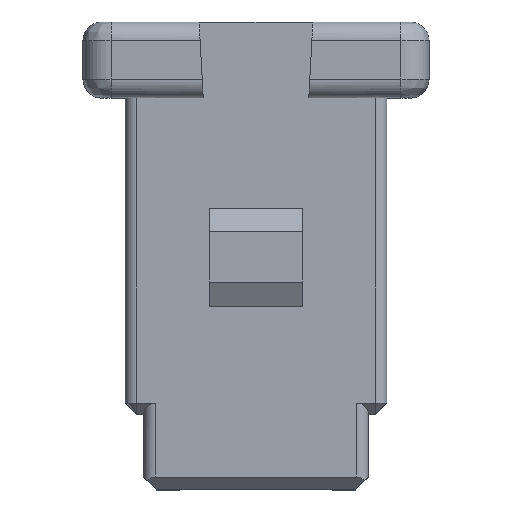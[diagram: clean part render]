
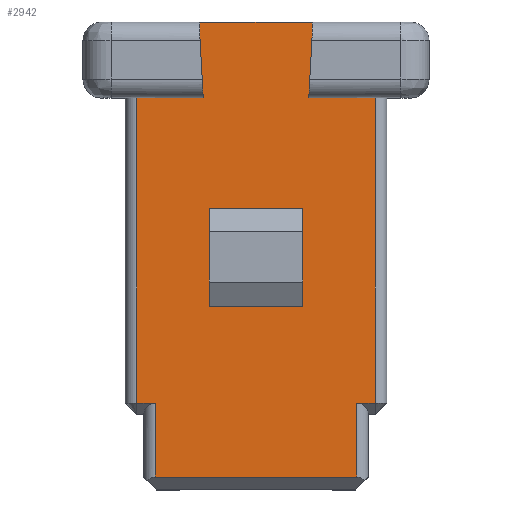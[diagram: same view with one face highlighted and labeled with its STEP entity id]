
A CAD part, top view. The second image highlights one B-rep face of the part: STEP entity #2942.
In plain terms, the highlighted planar face has unit normal (0, 0, 1).
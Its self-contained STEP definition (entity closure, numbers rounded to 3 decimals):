
#553=DIRECTION('',(0.,-1.,0.));
#554=VECTOR('',#553,1.05);
#555=CARTESIAN_POINT('',(0.5,1.585,1.13));
#556=LINE('',#555,#554);
#557=DIRECTION('',(-1.,0.,0.));
#558=VECTOR('',#557,1.);
#559=CARTESIAN_POINT('',(0.5,1.585,1.13));
#560=LINE('',#559,#558);
#561=DIRECTION('',(0.,-1.,0.));
#562=VECTOR('',#561,1.05);
#563=CARTESIAN_POINT('',(-0.5,1.585,1.13));
#564=LINE('',#563,#562);
#565=DIRECTION('',(-1.,0.,0.));
#566=VECTOR('',#565,1.);
#567=CARTESIAN_POINT('',(0.5,0.535,1.13));
#568=LINE('',#567,#566);
#569=DIRECTION('',(1.,0.,0.));
#570=VECTOR('',#569,0.71);
#571=CARTESIAN_POINT('',(-1.275,2.765,1.13));
#572=LINE('',#571,#570);
#573=DIRECTION('',(0.053,-0.999,0.));
#574=VECTOR('',#573,0.661);
#575=CARTESIAN_POINT('',(-0.6,3.425,1.13));
#576=LINE('',#575,#574);
#577=DIRECTION('',(0.,-1.,0.));
#578=VECTOR('',#577,0.15);
#579=CARTESIAN_POINT('',(-0.6,3.575,1.13));
#580=LINE('',#579,#578);
#581=DIRECTION('',(1.,0.,0.));
#582=VECTOR('',#581,1.2);
#583=CARTESIAN_POINT('',(-0.6,3.575,1.13));
#584=LINE('',#583,#582);
#585=DIRECTION('',(0.,1.,0.));
#586=VECTOR('',#585,0.15);
#587=CARTESIAN_POINT('',(0.6,3.425,1.13));
#588=LINE('',#587,#586);
#589=DIRECTION('',(0.053,0.999,0.));
#590=VECTOR('',#589,0.661);
#591=CARTESIAN_POINT('',(0.565,2.765,1.13));
#592=LINE('',#591,#590);
#593=DIRECTION('',(1.,0.,0.));
#594=VECTOR('',#593,0.71);
#595=CARTESIAN_POINT('',(0.565,2.765,1.13));
#596=LINE('',#595,#594);
#637=DIRECTION('',(1.,0.,0.));
#638=VECTOR('',#637,0.2);
#639=CARTESIAN_POINT('',(-1.275,-0.5,
1.13));
#640=LINE('',#639,#638);
#734=DIRECTION('',(0.,-1.,0.));
#735=VECTOR('',#734,3.265);
#736=CARTESIAN_POINT('',(-1.275,2.765,1.13));
#737=LINE('',#736,#735);
#750=DIRECTION('',(-1.,0.,0.));
#751=VECTOR('',#750,0.2);
#752=CARTESIAN_POINT('',(1.275,-0.5,1.13));
#753=LINE('',#752,#751);
#780=DIRECTION('',(0.,1.,0.));
#781=VECTOR('',#780,3.265);
#782=CARTESIAN_POINT('',(1.275,-0.5,1.13));
#783=LINE('',#782,#781);
#827=DIRECTION('',(0.,1.,0.));
#828=VECTOR('',#827,0.79);
#829=CARTESIAN_POINT('',(1.075,-1.29,1.13));
#830=LINE('',#829,#828);
#839=CARTESIAN_POINT('',(1.075,-1.29,1.13));
#1228=DIRECTION('',(0.,-1.,0.));
#1229=VECTOR('',#1228,0.79);
#1230=CARTESIAN_POINT('',(-1.075,-0.5,1.13));
#1231=LINE('',#1230,#1229);
#1250=CARTESIAN_POINT('',(-1.075,-1.29,1.13));
#1252=DIRECTION('',(1.,0.,0.));
#1253=VECTOR('',#1252,2.15);
#1254=CARTESIAN_POINT('',(-1.075,-1.29,1.13));
#1255=LINE('',#1254,#1253);
#1717=CARTESIAN_POINT('',(-1.275,2.765,1.13));
#1718=VERTEX_POINT('',#1717);
#1719=CARTESIAN_POINT('',(1.275,2.765,1.13));
#1720=VERTEX_POINT('',#1719);
#1805=CARTESIAN_POINT('',(-1.275,-0.5,
1.13));
#1806=CARTESIAN_POINT('',(-1.075,-0.5,1.13));
#1807=VERTEX_POINT('',#1805);
#1808=VERTEX_POINT('',#1806);
#1821=CARTESIAN_POINT('',(1.275,-0.5,
1.13));
#1822=CARTESIAN_POINT('',(1.075,-0.5,1.13));
#1823=VERTEX_POINT('',#1821);
#1824=VERTEX_POINT('',#1822);
#1857=VERTEX_POINT('',#839);
#1861=VERTEX_POINT('',#1250);
#1909=CARTESIAN_POINT('',(0.5,1.585,1.13));
#1910=CARTESIAN_POINT('',(0.5,0.535,1.13));
#1911=VERTEX_POINT('',#1909);
#1912=VERTEX_POINT('',#1910);
#1913=CARTESIAN_POINT('',(-0.5,1.585,1.13));
#1914=CARTESIAN_POINT('',(-0.5,0.535,1.13));
#1915=VERTEX_POINT('',#1913);
#1916=VERTEX_POINT('',#1914);
#2011=CARTESIAN_POINT('',(0.565,2.765,1.13));
#2012=CARTESIAN_POINT('',(0.6,3.425,1.13));
#2013=VERTEX_POINT('',#2011);
#2014=VERTEX_POINT('',#2012);
#2015=CARTESIAN_POINT('',(0.6,3.575,1.13));
#2016=VERTEX_POINT('',#2015);
#2017=CARTESIAN_POINT('',(-0.6,3.575,1.13));
#2018=CARTESIAN_POINT('',(-0.6,3.425,1.13));
#2019=VERTEX_POINT('',#2017);
#2020=VERTEX_POINT('',#2018);
#2021=CARTESIAN_POINT('',(-0.565,2.765,1.13));
#2022=VERTEX_POINT('',#2021);
#2901=CARTESIAN_POINT('',(1.2,-1.425,1.13));
#2902=DIRECTION('',(0.,0.,1.));
#2903=DIRECTION('',(0.,1.,0.));
#2904=AXIS2_PLACEMENT_3D('',#2901,#2902,#2903);
#2905=PLANE('',#2904);
#2907=ORIENTED_EDGE('',*,*,#2906,.F.);
#2909=ORIENTED_EDGE('',*,*,#2908,.F.);
#2910=ORIENTED_EDGE('',*,*,#2059,.T.);
#2912=ORIENTED_EDGE('',*,*,#2911,.F.);
#2914=ORIENTED_EDGE('',*,*,#2913,.F.);
#2915=ORIENTED_EDGE('',*,*,#2215,.T.);
#2917=ORIENTED_EDGE('',*,*,#2916,.F.);
#2918=ORIENTED_EDGE('',*,*,#2894,.F.);
#2919=ORIENTED_EDGE('',*,*,#2095,.T.);
#2921=ORIENTED_EDGE('',*,*,#2920,.F.);
#2923=ORIENTED_EDGE('',*,*,#2922,.T.);
#2925=ORIENTED_EDGE('',*,*,#2924,.F.);
#2927=ORIENTED_EDGE('',*,*,#2926,.F.);
#2929=ORIENTED_EDGE('',*,*,#2928,.F.);
#2930=EDGE_LOOP('',(#2907,#2909,#2910,#2912,#2914,#2915,#2917,#2918,#2919,#2921,
#2923,#2925,#2927,#2929));
#2931=FACE_OUTER_BOUND('',#2930,.F.);
#2933=ORIENTED_EDGE('',*,*,#2932,.F.);
#2935=ORIENTED_EDGE('',*,*,#2934,.T.);
#2937=ORIENTED_EDGE('',*,*,#2936,.T.);
#2939=ORIENTED_EDGE('',*,*,#2938,.F.);
#2940=EDGE_LOOP('',(#2933,#2935,#2937,#2939));
#2941=FACE_BOUND('',#2940,.F.);
#2942=ADVANCED_FACE('',(#2931,#2941),#2905,.T.);
#2059=EDGE_CURVE('',#1718,#2022,#572,.T.);
#2095=EDGE_CURVE('',#2013,#1720,#596,.T.);
#2215=EDGE_CURVE('',#2019,#2016,#584,.T.);
#2894=EDGE_CURVE('',#2013,#2014,#592,.T.);
#2906=EDGE_CURVE('',#1807,#1808,#640,.T.);
#2908=EDGE_CURVE('',#1718,#1807,#737,.T.);
#2911=EDGE_CURVE('',#2020,#2022,#576,.T.);
#2913=EDGE_CURVE('',#2019,#2020,#580,.T.);
#2916=EDGE_CURVE('',#2014,#2016,#588,.T.);
#2920=EDGE_CURVE('',#1823,#1720,#783,.T.);
#2922=EDGE_CURVE('',#1823,#1824,#753,.T.);
#2924=EDGE_CURVE('',#1857,#1824,#830,.T.);
#2926=EDGE_CURVE('',#1861,#1857,#1255,.T.);
#2928=EDGE_CURVE('',#1808,#1861,#1231,.T.);
#2932=EDGE_CURVE('',#1911,#1912,#556,.T.);
#2934=EDGE_CURVE('',#1911,#1915,#560,.T.);
#2936=EDGE_CURVE('',#1915,#1916,#564,.T.);
#2938=EDGE_CURVE('',#1912,#1916,#568,.T.);
